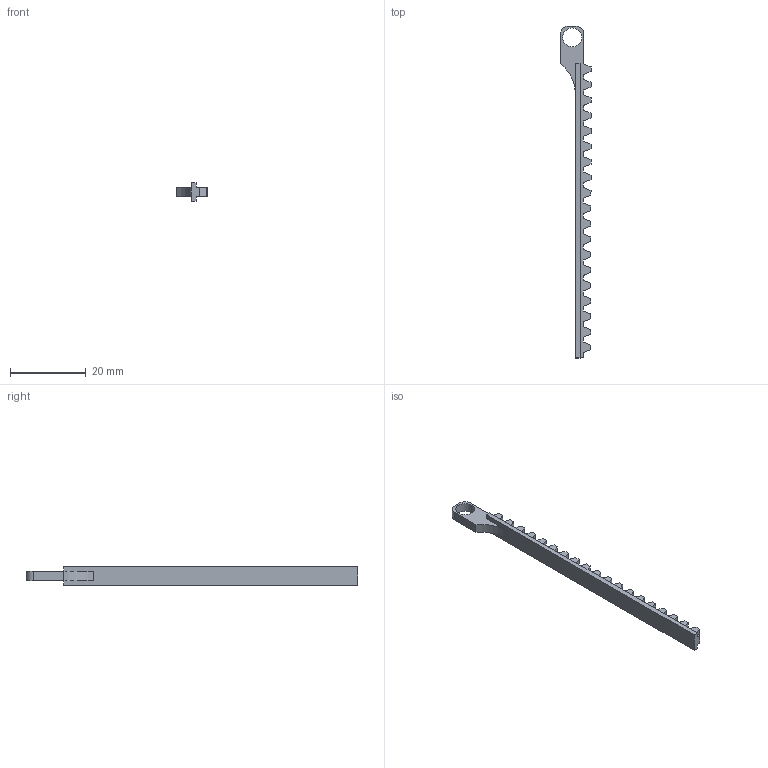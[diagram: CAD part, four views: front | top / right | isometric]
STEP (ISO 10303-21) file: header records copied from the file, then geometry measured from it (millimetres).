
FILE_DESCRIPTION (( 'STEP AP203' ), '1' );
FILE_NAME ('Rack Slidder.STEP', '2024-09-27T15:27:04', ( '' ), ( '' ), 'SwSTEP 2.0', 'SolidWorks 2023', '' );
FILE_SCHEMA (( 'CONFIG_CONTROL_DESIGN' ));
Length unit declared in the file: millimetre
Products named in the file (1): Rack Slidder
Bounding box: 8 x 87.53 x 5 mm (x, y, z)
Volume: 963.8 mm3; surface area: 1596.9 mm2
Topology: 1 solids, 1 shells, 97 faces, 285 edges, 190 vertices
Faces by surface type: plane 90, cylinder 7
Entity records: 3254 total; most frequent: CARTESIAN_POINT 573, ORIENTED_EDGE 570, DIRECTION 495, EDGE_CURVE 285, LINE 271, VECTOR 271, VERTEX_POINT 190, AXIS2_PLACEMENT_3D 112
